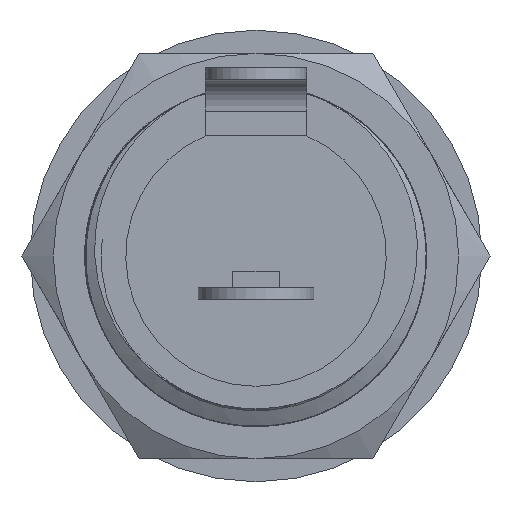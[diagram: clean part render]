
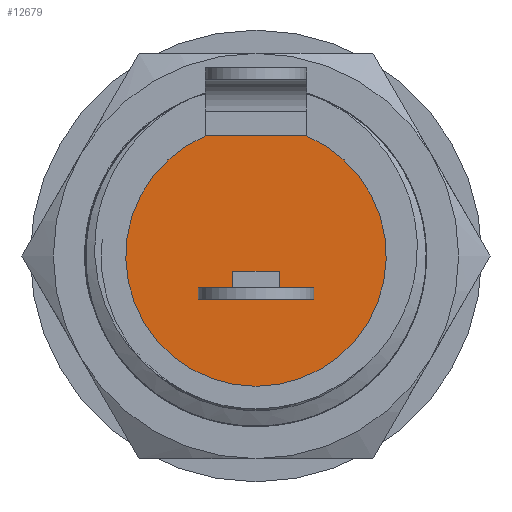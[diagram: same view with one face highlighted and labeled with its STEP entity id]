
A CAD part, front view. The second image highlights one B-rep face of the part: STEP entity #12679.
In plain terms, the highlighted planar face has unit normal (0, -1, 0).
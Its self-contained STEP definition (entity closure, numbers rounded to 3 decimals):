
#12620=VERTEX_POINT('',#12621);
#12621=CARTESIAN_POINT('',(28.25,22.5,23.896));
#12639=VERTEX_POINT('',#12640);
#12640=CARTESIAN_POINT('',(31.75,22.5,23.896));
#12646=EDGE_CURVE('4109:10006',#12639,#12620,#12647,.T.);
#12647=CIRCLE('',#12648,4.5);
#12648=AXIS2_PLACEMENT_3D('',#12649,#12650,#12651);
#12649=CARTESIAN_POINT('',(30.0,22.5,19.75));
#12650=DIRECTION('',(0.0,1.0,0.));
#12651=DIRECTION('',(1.0,0.0,0.0));
#12668=EDGE_CURVE('4109:10009',#12620,#12639,#12669,.T.);
#12669=LINE('',#12670,#12671);
#12670=CARTESIAN_POINT('',(28.25,22.5,23.896));
#12671=VECTOR('',#12672,1.0);
#12672=DIRECTION('',(1.0,0.0,0.));
#12679=ADVANCED_FACE('4109:9964',(#12680),#12684,.F.);
#12680=FACE_BOUND('',#12681,.T.);
#12681=EDGE_LOOP('',(#12682,#12683));
#12682=ORIENTED_EDGE('',*,*,#12668,.F.);
#12683=ORIENTED_EDGE('',*,*,#12646,.F.);
#12684=PLANE('',#12685);
#12685=AXIS2_PLACEMENT_3D('',#12686,#12687,#12688);
#12686=CARTESIAN_POINT('',(30.0,22.5,19.75));
#12687=DIRECTION('',(0.0,1.0,0.));
#12688=DIRECTION('',(1.0,0.0,0.0));
